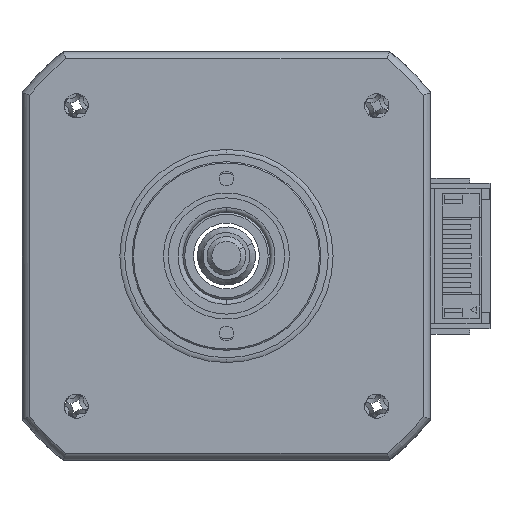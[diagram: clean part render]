
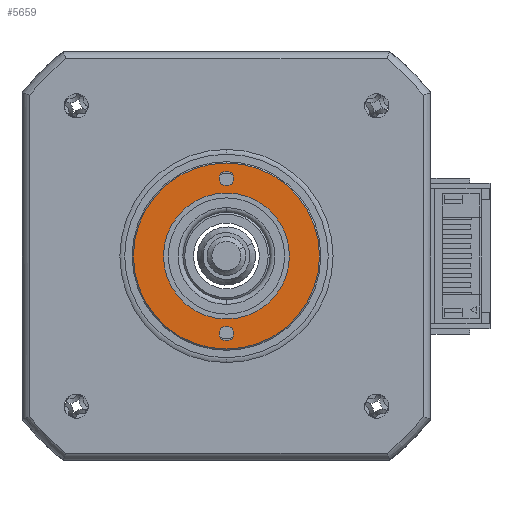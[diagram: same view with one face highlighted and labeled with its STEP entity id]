
A CAD part, left-side view. The second image highlights one B-rep face of the part: STEP entity #5659.
In plain terms, the highlighted planar face has unit normal (-1, 0, 0).
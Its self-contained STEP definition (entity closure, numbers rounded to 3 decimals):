
#373 = AXIS2_PLACEMENT_3D ( 'NONE', #1934, #8815, #2911 ) ;
#533 = CARTESIAN_POINT ( 'NONE',  ( -26.423, 3.722, 56.3 ) ) ;
#1111 = DIRECTION ( 'NONE',  ( -1., 0., 0. ) ) ;
#1201 = VERTEX_POINT ( 'NONE', #12799 ) ;
#1409 = CARTESIAN_POINT ( 'NONE',  ( -26.423, 4.472, 56.3 ) ) ;
#1439 = CIRCLE ( 'NONE', #11581, 9.6 ) ;
#1775 = CARTESIAN_POINT ( 'NONE',  ( -26.423, 4.472, 56.3 ) ) ;
#1860 = FACE_OUTER_BOUND ( 'NONE', #7479, .T. ) ;
#1934 = CARTESIAN_POINT ( 'NONE',  ( -26.423, 4.472, 40.3 ) ) ;
#2409 = DIRECTION ( 'NONE',  ( 0., 1., 0. ) ) ;
#2413 = EDGE_CURVE ( 'NONE', #11589, #12649, #2809, .T. ) ;
#2484 = EDGE_CURVE ( 'NONE', #7300, #11473, #12102, .T. ) ;
#2493 = AXIS2_PLACEMENT_3D ( 'NONE', #5804, #12769, #6812 ) ;
#2538 = EDGE_CURVE ( 'NONE', #11473, #7300, #6820, .T. ) ;
#2706 = CARTESIAN_POINT ( 'NONE',  ( -26.423, -5.128, 48.3 ) ) ;
#2753 = DIRECTION ( 'NONE',  ( 0., 1., 0. ) ) ;
#2809 = CIRCLE ( 'NONE', #11058, 0.75 ) ;
#2889 = CARTESIAN_POINT ( 'NONE',  ( -26.423, 4.472, 48.3 ) ) ;
#2911 = DIRECTION ( 'NONE',  ( 0., 1., 0. ) ) ;
#3324 = VERTEX_POINT ( 'NONE', #2706 ) ;
#3554 = AXIS2_PLACEMENT_3D ( 'NONE', #11331, #5393, #12333 ) ;
#3885 = DIRECTION ( 'NONE',  ( 0., 1., 0. ) ) ;
#3961 = EDGE_CURVE ( 'NONE', #3324, #1201, #10108, .T. ) ;
#3980 = CARTESIAN_POINT ( 'NONE',  ( -26.423, 4.472, 48.3 ) ) ;
#4044 = ORIENTED_EDGE ( 'NONE', *, *, #9646, .T. ) ;
#4601 = VERTEX_POINT ( 'NONE', #9133 ) ;
#4685 = EDGE_CURVE ( 'NONE', #12649, #11589, #10230, .T. ) ;
#4689 = ORIENTED_EDGE ( 'NONE', *, *, #4685, .T. ) ;
#4794 = FACE_BOUND ( 'NONE', #12855, .T. ) ;
#4963 = DIRECTION ( 'NONE',  ( 0., 1., 0. ) ) ;
#5151 = EDGE_LOOP ( 'NONE', ( #6615, #4044 ) ) ;
#5183 = ORIENTED_EDGE ( 'NONE', *, *, #3961, .T. ) ;
#5393 = DIRECTION ( 'NONE',  ( 1., 0., 0. ) ) ;
#5485 = AXIS2_PLACEMENT_3D ( 'NONE', #2889, #9804, #3885 ) ;
#5659 = ADVANCED_FACE ( 'NONE', ( #1860, #12396, #4794, #10055 ), #12139, .F. ) ;
#5678 = AXIS2_PLACEMENT_3D ( 'NONE', #3980, #10897, #4963 ) ;
#5804 = CARTESIAN_POINT ( 'NONE',  ( -26.423, 4.472, 48.3 ) ) ;
#6200 = DIRECTION ( 'NONE',  ( 0., 1., 0. ) ) ;
#6606 = ORIENTED_EDGE ( 'NONE', *, *, #2413, .T. ) ;
#6615 = ORIENTED_EDGE ( 'NONE', *, *, #12416, .T. ) ;
#6812 = DIRECTION ( 'NONE',  ( 0., 1., 0. ) ) ;
#6820 = CIRCLE ( 'NONE', #5678, 6.5 ) ;
#7025 = CARTESIAN_POINT ( 'NONE',  ( -26.423, 4.472, 48.3 ) ) ;
#7300 = VERTEX_POINT ( 'NONE', #9626 ) ;
#7479 = EDGE_LOOP ( 'NONE', ( #9008, #5183 ) ) ;
#7557 = ORIENTED_EDGE ( 'NONE', *, *, #2538, .T. ) ;
#7604 = CIRCLE ( 'NONE', #373, 0.75 ) ;
#7676 = EDGE_LOOP ( 'NONE', ( #7557, #8684 ) ) ;
#7694 = CARTESIAN_POINT ( 'NONE',  ( -26.423, 5.222, 56.3 ) ) ;
#8011 = DIRECTION ( 'NONE',  ( 0., 1., 0. ) ) ;
#8064 = CIRCLE ( 'NONE', #3554, 0.75 ) ;
#8070 = CARTESIAN_POINT ( 'NONE',  ( -26.423, 5.222, 40.3 ) ) ;
#8139 = DIRECTION ( 'NONE',  ( 1., 0., 0. ) ) ;
#8299 = DIRECTION ( 'NONE',  ( 1., 0., 0. ) ) ;
#8659 = DIRECTION ( 'NONE',  ( 1., 0., 0. ) ) ;
#8684 = ORIENTED_EDGE ( 'NONE', *, *, #2484, .T. ) ;
#8815 = DIRECTION ( 'NONE',  ( 1., 0., 0. ) ) ;
#8920 = EDGE_CURVE ( 'NONE', #1201, #3324, #1439, .T. ) ;
#9008 = ORIENTED_EDGE ( 'NONE', *, *, #8920, .T. ) ;
#9133 = CARTESIAN_POINT ( 'NONE',  ( -26.423, 3.722, 40.3 ) ) ;
#9626 = CARTESIAN_POINT ( 'NONE',  ( -26.423, 10.972, 48.3 ) ) ;
#9646 = EDGE_CURVE ( 'NONE', #4601, #9999, #8064, .T. ) ;
#9804 = DIRECTION ( 'NONE',  ( 1., 0., 0. ) ) ;
#9864 = AXIS2_PLACEMENT_3D ( 'NONE', #11132, #8139, #6200 ) ;
#9999 = VERTEX_POINT ( 'NONE', #8070 ) ;
#10055 = FACE_BOUND ( 'NONE', #7676, .T. ) ;
#10108 = CIRCLE ( 'NONE', #2493, 9.6 ) ;
#10170 = CARTESIAN_POINT ( 'NONE',  ( -26.423, -2.028, 48.3 ) ) ;
#10230 = CIRCLE ( 'NONE', #11519, 0.75 ) ;
#10897 = DIRECTION ( 'NONE',  ( 1., 0., 0. ) ) ;
#11058 = AXIS2_PLACEMENT_3D ( 'NONE', #1775, #8659, #2753 ) ;
#11132 = CARTESIAN_POINT ( 'NONE',  ( -26.423, 4.472, 48.3 ) ) ;
#11331 = CARTESIAN_POINT ( 'NONE',  ( -26.423, 4.472, 40.3 ) ) ;
#11473 = VERTEX_POINT ( 'NONE', #10170 ) ;
#11519 = AXIS2_PLACEMENT_3D ( 'NONE', #1409, #8299, #2409 ) ;
#11581 = AXIS2_PLACEMENT_3D ( 'NONE', #7025, #1111, #8011 ) ;
#11589 = VERTEX_POINT ( 'NONE', #7694 ) ;
#12102 = CIRCLE ( 'NONE', #5485, 6.5 ) ;
#12139 = PLANE ( 'NONE',  #9864 ) ;
#12333 = DIRECTION ( 'NONE',  ( 0., 1., 0. ) ) ;
#12396 = FACE_BOUND ( 'NONE', #5151, .T. ) ;
#12416 = EDGE_CURVE ( 'NONE', #9999, #4601, #7604, .T. ) ;
#12649 = VERTEX_POINT ( 'NONE', #533 ) ;
#12769 = DIRECTION ( 'NONE',  ( -1., 0., 0. ) ) ;
#12799 = CARTESIAN_POINT ( 'NONE',  ( -26.423, 14.072, 48.3 ) ) ;
#12855 = EDGE_LOOP ( 'NONE', ( #6606, #4689 ) ) ;
